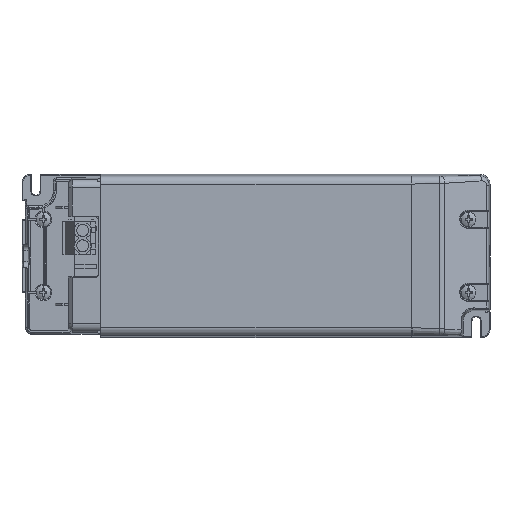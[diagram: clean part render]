
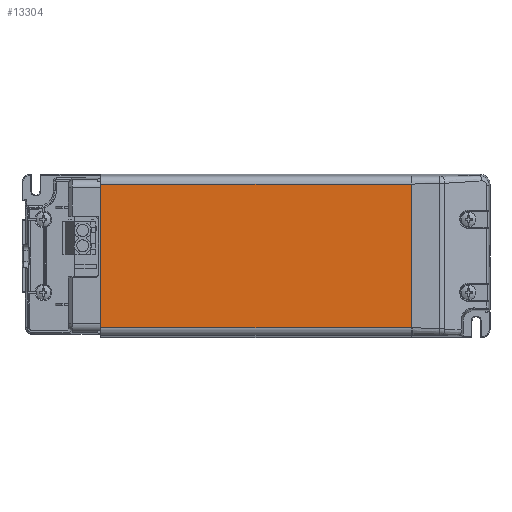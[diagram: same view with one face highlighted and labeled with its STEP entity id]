
A CAD part, top view. The second image highlights one B-rep face of the part: STEP entity #13304.
In plain terms, the highlighted planar face has unit normal (0, 0, 1).
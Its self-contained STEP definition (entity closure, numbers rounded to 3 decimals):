
#7684=DIRECTION('',(-1.,0.,0.));
#7685=VECTOR('',#7684,119.);
#7686=CARTESIAN_POINT('',(59.5,-27.518,24.65));
#7687=LINE('',#7686,#7685);
#7698=DIRECTION('',(0.,1.,0.));
#7699=VECTOR('',#7698,55.037);
#7700=CARTESIAN_POINT('',(59.5,-27.518,24.65));
#7701=LINE('',#7700,#7699);
#7705=DIRECTION('',(0.,-1.,0.));
#7706=VECTOR('',#7705,55.037);
#7707=CARTESIAN_POINT('',(-59.5,27.518,24.65));
#7708=LINE('',#7707,#7706);
#7712=DIRECTION('',(1.,0.,0.));
#7713=VECTOR('',#7712,119.);
#7714=CARTESIAN_POINT('',(-59.5,27.518,24.65));
#7715=LINE('',#7714,#7713);
#8681=CARTESIAN_POINT('',(-59.5,27.518,24.65));
#8683=VERTEX_POINT('',#8681);
#8699=CARTESIAN_POINT('',(-59.5,-27.518,24.65));
#8700=VERTEX_POINT('',#8699);
#8701=CARTESIAN_POINT('',(59.5,-27.518,24.65));
#8703=VERTEX_POINT('',#8701);
#8719=CARTESIAN_POINT('',(59.5,27.518,24.65));
#8720=VERTEX_POINT('',#8719);
#13292=CARTESIAN_POINT('',(0.,0.,24.65));
#13293=DIRECTION('',(0.,0.,1.));
#13294=DIRECTION('',(1.,0.,0.));
#13295=AXIS2_PLACEMENT_3D('',#13292,#13293,#13294);
#13296=PLANE('',#13295);
#13297=ORIENTED_EDGE('',*,*,#12467,.F.);
#13298=ORIENTED_EDGE('',*,*,#13284,.T.);
#13299=ORIENTED_EDGE('',*,*,#11165,.F.);
#13301=ORIENTED_EDGE('',*,*,#13300,.T.);
#13302=EDGE_LOOP('',(#13297,#13298,#13299,#13301));
#13303=FACE_OUTER_BOUND('',#13302,.F.);
#11165=EDGE_CURVE('',#8683,#8700,#7708,.T.);
#12467=EDGE_CURVE('',#8703,#8720,#7701,.T.);
#13284=EDGE_CURVE('',#8703,#8700,#7687,.T.);
#13300=EDGE_CURVE('',#8683,#8720,#7715,.T.);
#13304=ADVANCED_FACE('',(#13303),#13296,.T.);
